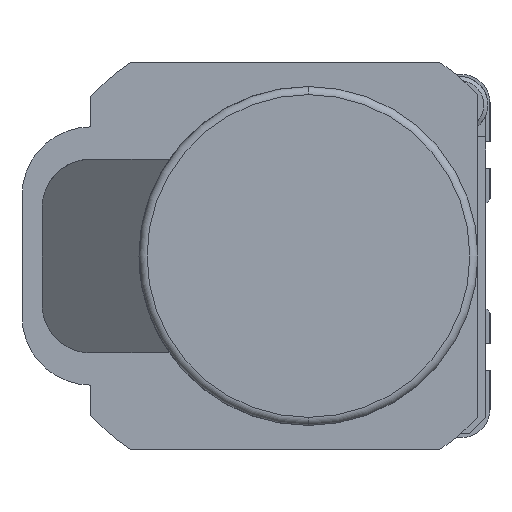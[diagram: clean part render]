
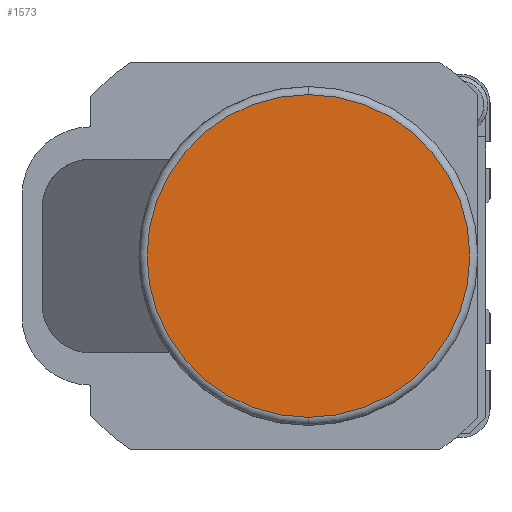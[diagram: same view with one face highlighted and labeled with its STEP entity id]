
A CAD part, left-side view. The second image highlights one B-rep face of the part: STEP entity #1573.
In plain terms, the highlighted planar face has unit normal (-1, 0, 0).
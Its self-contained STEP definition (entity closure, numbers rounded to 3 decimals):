
#11 = FACE_OUTER_BOUND ( 'NONE', #3423, .T. ) ;
#645 = EDGE_CURVE ( 'NONE', #1245, #4071, #7570, .T. ) ;
#903 = ORIENTED_EDGE ( 'NONE', *, *, #645, .T. ) ;
#1010 = CARTESIAN_POINT ( 'NONE',  ( -410.5, 0., 20. ) ) ;
#1245 = VERTEX_POINT ( 'NONE', #1010 ) ;
#1573 = ADVANCED_FACE ( 'NONE', ( #11 ), #3839, .F. ) ;
#2141 = AXIS2_PLACEMENT_3D ( 'NONE', #3476, #7230, #3434 ) ;
#3168 = AXIS2_PLACEMENT_3D ( 'NONE', #7851, #6659, #8257 ) ;
#3423 = EDGE_LOOP ( 'NONE', ( #903, #6337 ) ) ;
#3434 = DIRECTION ( 'NONE',  ( 0., 0., 1. ) ) ;
#3476 = CARTESIAN_POINT ( 'NONE',  ( -410.5, 0., 0. ) ) ;
#3698 = DIRECTION ( 'NONE',  ( 0., 0., -1. ) ) ;
#3758 = EDGE_CURVE ( 'NONE', #4071, #1245, #7491, .T. ) ;
#3839 = PLANE ( 'NONE',  #8951 ) ;
#4071 = VERTEX_POINT ( 'NONE', #5087 ) ;
#5087 = CARTESIAN_POINT ( 'NONE',  ( -410.5, 0., -20. ) ) ;
#6337 = ORIENTED_EDGE ( 'NONE', *, *, #3758, .T. ) ;
#6659 = DIRECTION ( 'NONE',  ( -1., 0., 0. ) ) ;
#6855 = CARTESIAN_POINT ( 'NONE',  ( -410.5, 0., 0. ) ) ;
#7230 = DIRECTION ( 'NONE',  ( -1., 0., 0. ) ) ;
#7491 = CIRCLE ( 'NONE', #3168, 20. ) ;
#7570 = CIRCLE ( 'NONE', #2141, 20. ) ;
#7851 = CARTESIAN_POINT ( 'NONE',  ( -410.5, 0., 0. ) ) ;
#8257 = DIRECTION ( 'NONE',  ( 0., 0., 1. ) ) ;
#8951 = AXIS2_PLACEMENT_3D ( 'NONE', #6855, #9060, #3698 ) ;
#9060 = DIRECTION ( 'NONE',  ( 1., 0., 0. ) ) ;
